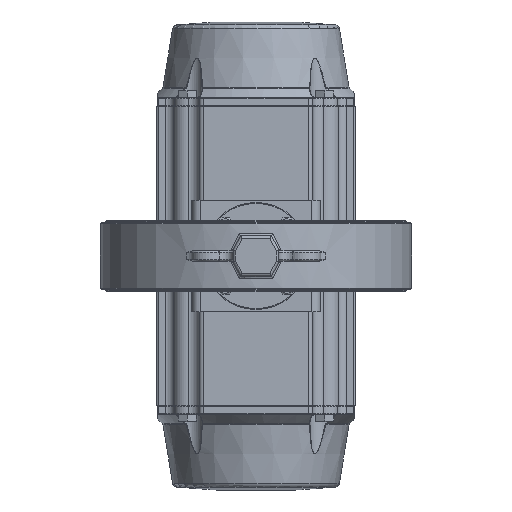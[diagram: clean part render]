
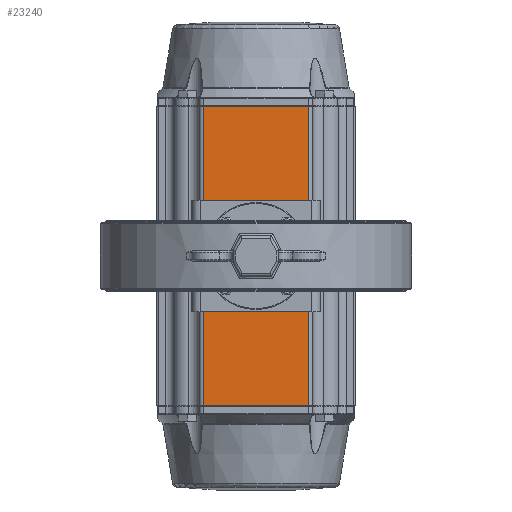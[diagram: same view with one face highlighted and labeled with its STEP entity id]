
A CAD part, front view. The second image highlights one B-rep face of the part: STEP entity #23240.
In plain terms, the highlighted planar face has unit normal (0, -1, 0).
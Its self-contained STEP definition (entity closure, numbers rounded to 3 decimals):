
#1723=CIRCLE('',#25768,41.);
#1725=CIRCLE('',#25771,7.);
#1727=CIRCLE('',#25775,7.);
#1729=CIRCLE('',#25779,7.);
#1731=CIRCLE('',#25783,7.);
#3381=LINE('',#52125,#4885);
#3382=LINE('',#52129,#4886);
#3383=LINE('',#52131,#4887);
#3384=LINE('',#52133,#4888);
#4885=VECTOR('',#31264,1000.);
#4886=VECTOR('',#31269,1000.);
#4887=VECTOR('',#31270,1000.);
#4888=VECTOR('',#31271,1000.);
#10450=ORIENTED_EDGE('',*,*,#14532,.T.);
#10451=ORIENTED_EDGE('',*,*,#14534,.T.);
#10452=ORIENTED_EDGE('',*,*,#14535,.F.);
#10453=ORIENTED_EDGE('',*,*,#14536,.T.);
#10454=ORIENTED_EDGE('',*,*,#14071,.T.);
#10455=ORIENTED_EDGE('',*,*,#14073,.F.);
#10456=ORIENTED_EDGE('',*,*,#14075,.F.);
#10457=ORIENTED_EDGE('',*,*,#14077,.F.);
#10458=ORIENTED_EDGE('',*,*,#14079,.F.);
#14071=EDGE_CURVE('',#16708,#16708,#1723,.T.);
#14073=EDGE_CURVE('',#16710,#16710,#1725,.T.);
#14075=EDGE_CURVE('',#16713,#16713,#1727,.T.);
#14077=EDGE_CURVE('',#16716,#16716,#1729,.T.);
#14079=EDGE_CURVE('',#16719,#16719,#1731,.T.);
#14532=EDGE_CURVE('',#17016,#17015,#3381,.T.);
#14534=EDGE_CURVE('',#17015,#17017,#3382,.T.);
#14535=EDGE_CURVE('',#17018,#17017,#3383,.T.);
#14536=EDGE_CURVE('',#17018,#17016,#3384,.T.);
#16708=VERTEX_POINT('',#47298);
#16710=VERTEX_POINT('',#47303);
#16713=VERTEX_POINT('',#47310);
#16716=VERTEX_POINT('',#47317);
#16719=VERTEX_POINT('',#47324);
#17015=VERTEX_POINT('',#52124);
#17016=VERTEX_POINT('',#52126);
#17017=VERTEX_POINT('',#52130);
#17018=VERTEX_POINT('',#52132);
#19444=EDGE_LOOP('',(#10450,#10451,#10452,#10453));
#19445=EDGE_LOOP('',(#10454));
#19446=EDGE_LOOP('',(#10455));
#19447=EDGE_LOOP('',(#10456));
#19448=EDGE_LOOP('',(#10457));
#19449=EDGE_LOOP('',(#10458));
#21201=FACE_BOUND('',#19444,.T.);
#21202=FACE_BOUND('',#19445,.T.);
#21203=FACE_BOUND('',#19446,.T.);
#21204=FACE_BOUND('',#19447,.T.);
#21205=FACE_BOUND('',#19448,.T.);
#21206=FACE_BOUND('',#19449,.T.);
#22008=PLANE('',#26137);
#23240=ADVANCED_FACE('',(#21201,#21202,#21203,#21204,#21205,#21206),#22008,
 .F.);
#25768=AXIS2_PLACEMENT_3D('',#47297,#30395,#30396);
#25771=AXIS2_PLACEMENT_3D('',#47302,#30401,#30402);
#25775=AXIS2_PLACEMENT_3D('',#47309,#30409,#30410);
#25779=AXIS2_PLACEMENT_3D('',#47316,#30417,#30418);
#25783=AXIS2_PLACEMENT_3D('',#47323,#30425,#30426);
#26137=AXIS2_PLACEMENT_3D('',#52128,#31267,#31268);
#30395=DIRECTION('',(0.,1.,0.));
#30396=DIRECTION('',(0.,0.,1.));
#30401=DIRECTION('',(0.,-1.,0.));
#30402=DIRECTION('',(0.,0.,-1.));
#30409=DIRECTION('',(0.,-1.,0.));
#30410=DIRECTION('',(0.,0.,-1.));
#30417=DIRECTION('',(0.,-1.,0.));
#30418=DIRECTION('',(0.,0.,-1.));
#30425=DIRECTION('',(0.,-1.,0.));
#30426=DIRECTION('',(0.,0.,-1.));
#31264=DIRECTION('',(0.,0.,-1.));
#31267=DIRECTION('',(0.,1.,0.));
#31268=DIRECTION('',(1.,0.,0.));
#31269=DIRECTION('',(1.,0.,0.));
#31270=DIRECTION('',(0.,0.,-1.));
#31271=DIRECTION('',(-1.,0.,0.));
#47297=CARTESIAN_POINT('',(0.,-122.5,0.));
#47298=CARTESIAN_POINT('',(0.,-122.5,41.));
#47302=CARTESIAN_POINT('',(-49.497,-122.5,49.497));
#47303=CARTESIAN_POINT('',(-49.497,-122.5,42.497));
#47309=CARTESIAN_POINT('',(-49.497,-122.5,-49.497));
#47310=CARTESIAN_POINT('',(-49.497,-122.5,-56.497));
#47316=CARTESIAN_POINT('',(49.497,-122.5,-49.497));
#47317=CARTESIAN_POINT('',(49.497,-122.5,-56.497));
#47323=CARTESIAN_POINT('',(49.497,-122.5,49.497));
#47324=CARTESIAN_POINT('',(49.497,-122.5,42.497));
#52124=CARTESIAN_POINT('',(-61.5,-122.5,-175.));
#52125=CARTESIAN_POINT('',(-61.5,-122.5,175.5));
#52126=CARTESIAN_POINT('',(-61.5,-122.5,175.));
#52128=CARTESIAN_POINT('',(-61.5,-122.5,175.5));
#52129=CARTESIAN_POINT('',(-61.5,-122.5,-175.));
#52130=CARTESIAN_POINT('',(61.5,-122.5,-175.));
#52131=CARTESIAN_POINT('',(61.5,-122.5,175.5));
#52132=CARTESIAN_POINT('',(61.5,-122.5,175.));
#52133=CARTESIAN_POINT('',(-61.5,-122.5,175.));
